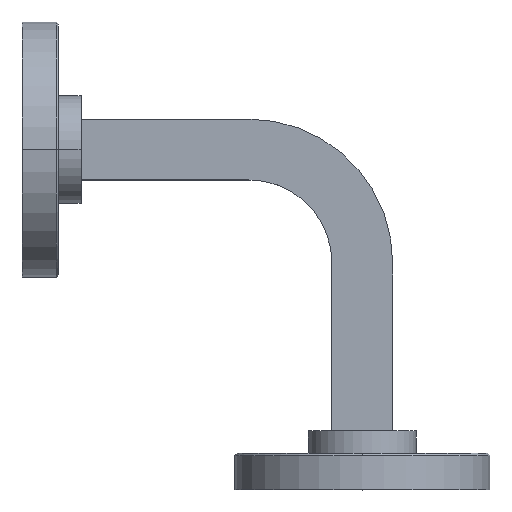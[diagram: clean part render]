
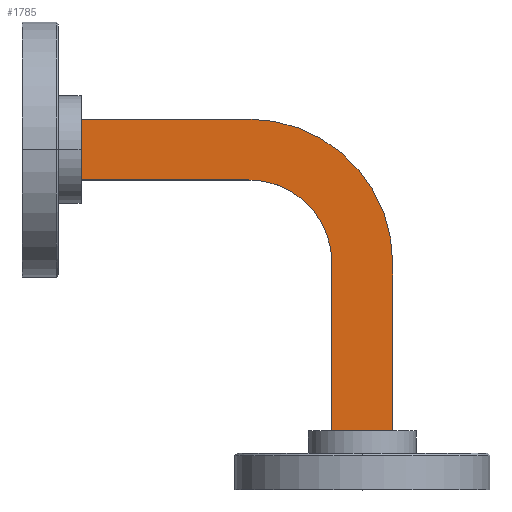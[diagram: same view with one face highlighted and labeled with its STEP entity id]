
A CAD part, top view. The second image highlights one B-rep face of the part: STEP entity #1785.
In plain terms, the highlighted planar face has unit normal (0, 0, 1).
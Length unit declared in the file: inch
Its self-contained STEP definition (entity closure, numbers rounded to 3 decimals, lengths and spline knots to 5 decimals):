
#10 = DIRECTION ( 'NONE',  ( -1., 0., 0. ) ) ;
#27 = CARTESIAN_POINT ( 'NONE',  ( 1.366, -1.24, 0.087 ) ) ;
#30 = VERTEX_POINT ( 'NONE', #2727 ) ;
#131 = CARTESIAN_POINT ( 'NONE',  ( 1., 0.134, 0.087 ) ) ;
#182 = CARTESIAN_POINT ( 'NONE',  ( 1.634, -0.5, 0.087 ) ) ;
#238 = VERTEX_POINT ( 'NONE', #2820 ) ;
#293 = LINE ( 'NONE', #599, #1531 ) ;
#312 = CIRCLE ( 'NONE', #2946, 0.366 ) ;
#376 = VECTOR ( 'NONE', #903, 39.37008 ) ;
#445 = FACE_OUTER_BOUND ( 'NONE', #1393, .T. ) ;
#477 = CARTESIAN_POINT ( 'NONE',  ( 0.26, -0.134, 0.087 ) ) ;
#509 = VERTEX_POINT ( 'NONE', #1126 ) ;
#566 = AXIS2_PLACEMENT_3D ( 'NONE', #1555, #627, #3761 ) ;
#599 = CARTESIAN_POINT ( 'NONE',  ( 1., 0.134, 0.087 ) ) ;
#627 = DIRECTION ( 'NONE',  ( 0., 0., -1. ) ) ;
#689 = DIRECTION ( 'NONE',  ( 0., 1., 0. ) ) ;
#764 = EDGE_CURVE ( 'NONE', #2683, #2167, #1904, .T. ) ;
#862 = EDGE_CURVE ( 'NONE', #3630, #238, #3271, .T. ) ;
#883 = CARTESIAN_POINT ( 'NONE',  ( 1.634, -1.24, 0.087 ) ) ;
#903 = DIRECTION ( 'NONE',  ( -1., 0., 0. ) ) ;
#911 = CARTESIAN_POINT ( 'NONE',  ( 1.366, -0.5, 0.087 ) ) ;
#914 = EDGE_CURVE ( 'NONE', #3708, #2683, #2627, .T. ) ;
#1071 = ORIENTED_EDGE ( 'NONE', *, *, #3807, .T. ) ;
#1126 = CARTESIAN_POINT ( 'NONE',  ( 1.366, -0.5, 0.087 ) ) ;
#1185 = CARTESIAN_POINT ( 'NONE',  ( 1., -0.5, 0.087 ) ) ;
#1327 = CARTESIAN_POINT ( 'NONE',  ( 0.26, 0.134, 0.087 ) ) ;
#1393 = EDGE_LOOP ( 'NONE', ( #1457, #2393, #4072, #1071, #2256, #2247, #1865, #2717 ) ) ;
#1457 = ORIENTED_EDGE ( 'NONE', *, *, #862, .F. ) ;
#1531 = VECTOR ( 'NONE', #2816, 39.37008 ) ;
#1555 = CARTESIAN_POINT ( 'NONE',  ( 1., -0.5, 0.087 ) ) ;
#1596 = EDGE_CURVE ( 'NONE', #30, #3630, #4046, .T. ) ;
#1685 = PLANE ( 'NONE',  #3076 ) ;
#1785 = ADVANCED_FACE ( 'NONE', ( #445 ), #1685, .T. ) ;
#1818 = CARTESIAN_POINT ( 'NONE',  ( 1., 0.134, 0.087 ) ) ;
#1865 = ORIENTED_EDGE ( 'NONE', *, *, #3416, .F. ) ;
#1904 = LINE ( 'NONE', #3811, #3098 ) ;
#1915 = DIRECTION ( 'NONE',  ( 0., -1., 0. ) ) ;
#2089 = VECTOR ( 'NONE', #1915, 39.37008 ) ;
#2167 = VERTEX_POINT ( 'NONE', #27 ) ;
#2176 = CARTESIAN_POINT ( 'NONE',  ( 1., -0.134, 0.087 ) ) ;
#2232 = LINE ( 'NONE', #911, #2089 ) ;
#2247 = ORIENTED_EDGE ( 'NONE', *, *, #914, .F. ) ;
#2256 = ORIENTED_EDGE ( 'NONE', *, *, #764, .F. ) ;
#2327 = CIRCLE ( 'NONE', #566, 0.634 ) ;
#2334 = DIRECTION ( 'NONE',  ( 0., -1., 0. ) ) ;
#2393 = ORIENTED_EDGE ( 'NONE', *, *, #1596, .F. ) ;
#2627 = LINE ( 'NONE', #2971, #3803 ) ;
#2670 = EDGE_CURVE ( 'NONE', #3647, #238, #293, .T. ) ;
#2683 = VERTEX_POINT ( 'NONE', #883 ) ;
#2717 = ORIENTED_EDGE ( 'NONE', *, *, #2670, .T. ) ;
#2727 = CARTESIAN_POINT ( 'NONE',  ( 1., -0.134, 0.087 ) ) ;
#2816 = DIRECTION ( 'NONE',  ( -1., 0., 0. ) ) ;
#2820 = CARTESIAN_POINT ( 'NONE',  ( 0.26, 0.134, 0.087 ) ) ;
#2946 = AXIS2_PLACEMENT_3D ( 'NONE', #1185, #3079, #3396 ) ;
#2971 = CARTESIAN_POINT ( 'NONE',  ( 1.634, -0.5, 0.087 ) ) ;
#3076 = AXIS2_PLACEMENT_3D ( 'NONE', #131, #3292, #2334 ) ;
#3079 = DIRECTION ( 'NONE',  ( 0., 0., -1. ) ) ;
#3098 = VECTOR ( 'NONE', #10, 39.37008 ) ;
#3271 = LINE ( 'NONE', #1327, #3537 ) ;
#3292 = DIRECTION ( 'NONE',  ( 0., 0., 1. ) ) ;
#3396 = DIRECTION ( 'NONE',  ( -1., 0., 0. ) ) ;
#3416 = EDGE_CURVE ( 'NONE', #3647, #3708, #2327, .T. ) ;
#3537 = VECTOR ( 'NONE', #689, 39.37008 ) ;
#3630 = VERTEX_POINT ( 'NONE', #477 ) ;
#3647 = VERTEX_POINT ( 'NONE', #1818 ) ;
#3682 = EDGE_CURVE ( 'NONE', #30, #509, #312, .T. ) ;
#3708 = VERTEX_POINT ( 'NONE', #182 ) ;
#3761 = DIRECTION ( 'NONE',  ( -1., 0., 0. ) ) ;
#3803 = VECTOR ( 'NONE', #3890, 39.37008 ) ;
#3807 = EDGE_CURVE ( 'NONE', #509, #2167, #2232, .T. ) ;
#3811 = CARTESIAN_POINT ( 'NONE',  ( 1., -1.24, 0.087 ) ) ;
#3890 = DIRECTION ( 'NONE',  ( 0., -1., 0. ) ) ;
#4046 = LINE ( 'NONE', #2176, #376 ) ;
#4072 = ORIENTED_EDGE ( 'NONE', *, *, #3682, .T. ) ;
